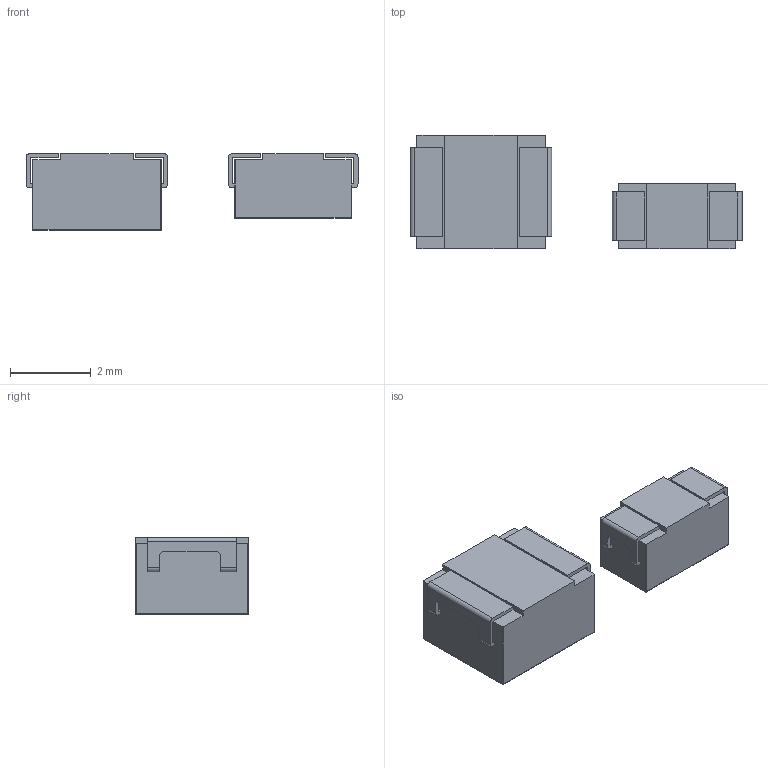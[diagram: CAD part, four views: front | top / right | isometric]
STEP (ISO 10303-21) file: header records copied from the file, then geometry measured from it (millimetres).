
FILE_DESCRIPTION(/* description */ (''),/* implementation_level */ '2;1');
FILE_NAME(/* name */ 'Tantalum SMD Capacitor .step',/* time_stamp */ '2019-11-05T13:02:02+01:00',/* author */ (''),/* organization */ (''),/* preprocessor_version */ 'ST-DEVELOPER v18',/* originating_system */ 'Autodesk Translation Framework v8.9.1.1155',/* authorisation */ '');
FILE_SCHEMA (('AUTOMOTIVE_DESIGN { 1 0 10303 214 3 1 1 }'));
Length unit declared in the file: millimetre
Products named in the file (1): Tantalum SMDCapacitor
Bounding box: 8.2 x 2.8 x 1.9 mm (x, y, z)
Volume: 24.7 mm3; surface area: 93.6 mm2
Topology: 6 solids, 6 shells, 128 faces, 336 edges, 216 vertices
Faces by surface type: plane 66, cylinder 54, sphere 8
Entity records: 3989 total; most frequent: DIRECTION 698, CARTESIAN_POINT 681, ORIENTED_EDGE 672, EDGE_CURVE 336, AXIS2_PLACEMENT_3D 233, LINE 232, VECTOR 232, VERTEX_POINT 216
